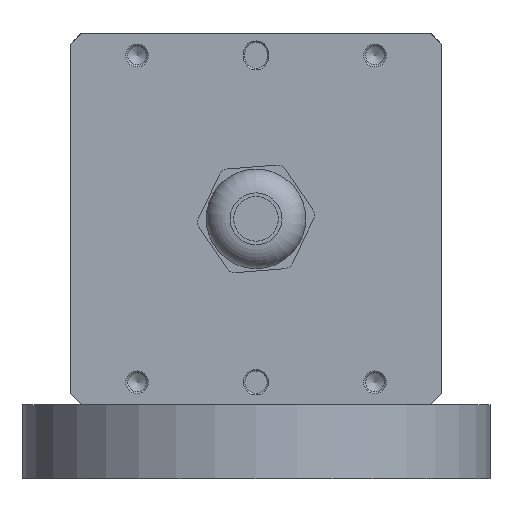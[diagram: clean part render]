
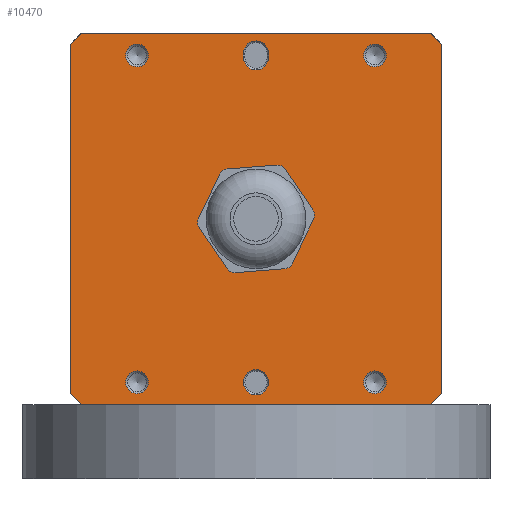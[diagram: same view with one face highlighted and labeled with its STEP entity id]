
A CAD part, front view. The second image highlights one B-rep face of the part: STEP entity #10470.
In plain terms, the highlighted planar face has unit normal (0, -1, 0).
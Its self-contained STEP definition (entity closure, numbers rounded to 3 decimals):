
#454=LINE('',#16139,#1414);
#459=LINE('',#16156,#1419);
#462=LINE('',#16197,#1422);
#463=LINE('',#16200,#1423);
#464=LINE('',#16202,#1424);
#465=LINE('',#16204,#1425);
#466=LINE('',#16205,#1426);
#467=LINE('',#16207,#1427);
#468=LINE('',#16216,#1428);
#469=LINE('',#16221,#1429);
#470=LINE('',#16226,#1430);
#471=LINE('',#16231,#1431);
#472=LINE('',#16235,#1432);
#473=LINE('',#16239,#1433);
#474=LINE('',#16243,#1434);
#475=LINE('',#16247,#1435);
#1414=VECTOR('',#12744,1000.);
#1419=VECTOR('',#12751,1000.);
#1422=VECTOR('',#12756,1000.);
#1423=VECTOR('',#12757,1000.);
#1424=VECTOR('',#12758,1000.);
#1425=VECTOR('',#12759,1000.);
#1426=VECTOR('',#12760,1000.);
#1427=VECTOR('',#12761,1000.);
#1428=VECTOR('',#12770,1000.);
#1429=VECTOR('',#12773,1000.);
#1430=VECTOR('',#12778,1000.);
#1431=VECTOR('',#12781,1000.);
#1432=VECTOR('',#12784,1000.);
#1433=VECTOR('',#12787,1000.);
#1434=VECTOR('',#12790,1000.);
#1435=VECTOR('',#12793,1000.);
#2329=PLANE('',#11264);
#3388=ORIENTED_EDGE('',*,*,#5946,.T.);
#3389=ORIENTED_EDGE('',*,*,#5947,.T.);
#3390=ORIENTED_EDGE('',*,*,#5948,.T.);
#3391=ORIENTED_EDGE('',*,*,#5949,.T.);
#3392=ORIENTED_EDGE('',*,*,#5935,.T.);
#3393=ORIENTED_EDGE('',*,*,#5941,.T.);
#3394=ORIENTED_EDGE('',*,*,#5950,.T.);
#3395=ORIENTED_EDGE('',*,*,#5951,.T.);
#3396=ORIENTED_EDGE('',*,*,#5952,.T.);
#3397=ORIENTED_EDGE('',*,*,#5953,.T.);
#3398=ORIENTED_EDGE('',*,*,#5954,.T.);
#3399=ORIENTED_EDGE('',*,*,#5955,.T.);
#3400=ORIENTED_EDGE('',*,*,#5956,.T.);
#3401=ORIENTED_EDGE('',*,*,#5957,.T.);
#3402=ORIENTED_EDGE('',*,*,#5958,.T.);
#3403=ORIENTED_EDGE('',*,*,#5959,.T.);
#3404=ORIENTED_EDGE('',*,*,#5960,.T.);
#3405=ORIENTED_EDGE('',*,*,#5961,.T.);
#3406=ORIENTED_EDGE('',*,*,#5962,.F.);
#3407=ORIENTED_EDGE('',*,*,#5963,.T.);
#3408=ORIENTED_EDGE('',*,*,#5964,.F.);
#3409=ORIENTED_EDGE('',*,*,#5965,.T.);
#3410=ORIENTED_EDGE('',*,*,#5966,.F.);
#3411=ORIENTED_EDGE('',*,*,#5967,.T.);
#3412=ORIENTED_EDGE('',*,*,#5968,.F.);
#3413=ORIENTED_EDGE('',*,*,#5969,.T.);
#3414=ORIENTED_EDGE('',*,*,#5970,.F.);
#3415=ORIENTED_EDGE('',*,*,#5971,.T.);
#3416=ORIENTED_EDGE('',*,*,#5972,.F.);
#5935=EDGE_CURVE('',#7280,#7281,#454,.T.);
#5941=EDGE_CURVE('',#7281,#7286,#459,.T.);
#5946=EDGE_CURVE('',#7290,#7291,#462,.T.);
#5947=EDGE_CURVE('',#7291,#7292,#463,.T.);
#5948=EDGE_CURVE('',#7292,#7293,#464,.T.);
#5949=EDGE_CURVE('',#7293,#7280,#465,.T.);
#5950=EDGE_CURVE('',#7286,#7294,#466,.T.);
#5951=EDGE_CURVE('',#7294,#7290,#467,.T.);
#5952=EDGE_CURVE('',#7295,#7295,#8083,.T.);
#5953=EDGE_CURVE('',#7296,#7296,#8084,.T.);
#5954=EDGE_CURVE('',#7297,#7297,#8085,.T.);
#5955=EDGE_CURVE('',#7298,#7298,#8086,.T.);
#5956=EDGE_CURVE('',#7299,#7300,#468,.T.);
#5957=EDGE_CURVE('',#7300,#7301,#8087,.T.);
#5958=EDGE_CURVE('',#7301,#7302,#469,.T.);
#5959=EDGE_CURVE('',#7302,#7299,#8088,.T.);
#5960=EDGE_CURVE('',#7303,#7303,#8089,.T.);
#5961=EDGE_CURVE('',#7304,#7305,#470,.T.);
#5962=EDGE_CURVE('',#7306,#7305,#8090,.T.);
#5963=EDGE_CURVE('',#7306,#7307,#471,.T.);
#5964=EDGE_CURVE('',#7308,#7307,#8091,.T.);
#5965=EDGE_CURVE('',#7308,#7309,#472,.T.);
#5966=EDGE_CURVE('',#7310,#7309,#8092,.T.);
#5967=EDGE_CURVE('',#7310,#7311,#473,.T.);
#5968=EDGE_CURVE('',#7312,#7311,#8093,.T.);
#5969=EDGE_CURVE('',#7312,#7313,#474,.T.);
#5970=EDGE_CURVE('',#7314,#7313,#8094,.T.);
#5971=EDGE_CURVE('',#7314,#7315,#475,.T.);
#5972=EDGE_CURVE('',#7304,#7315,#8095,.T.);
#7280=VERTEX_POINT('',#16140);
#7281=VERTEX_POINT('',#16141);
#7286=VERTEX_POINT('',#16155);
#7290=VERTEX_POINT('',#16198);
#7291=VERTEX_POINT('',#16199);
#7292=VERTEX_POINT('',#16201);
#7293=VERTEX_POINT('',#16203);
#7294=VERTEX_POINT('',#16206);
#7295=VERTEX_POINT('',#16209);
#7296=VERTEX_POINT('',#16211);
#7297=VERTEX_POINT('',#16213);
#7298=VERTEX_POINT('',#16215);
#7299=VERTEX_POINT('',#16217);
#7300=VERTEX_POINT('',#16218);
#7301=VERTEX_POINT('',#16220);
#7302=VERTEX_POINT('',#16222);
#7303=VERTEX_POINT('',#16225);
#7304=VERTEX_POINT('',#16227);
#7305=VERTEX_POINT('',#16228);
#7306=VERTEX_POINT('',#16230);
#7307=VERTEX_POINT('',#16232);
#7308=VERTEX_POINT('',#16234);
#7309=VERTEX_POINT('',#16236);
#7310=VERTEX_POINT('',#16238);
#7311=VERTEX_POINT('',#16240);
#7312=VERTEX_POINT('',#16242);
#7313=VERTEX_POINT('',#16244);
#7314=VERTEX_POINT('',#16246);
#7315=VERTEX_POINT('',#16248);
#8083=CIRCLE('',#11265,1.525);
#8084=CIRCLE('',#11266,1.525);
#8085=CIRCLE('',#11267,1.525);
#8086=CIRCLE('',#11268,1.525);
#8087=CIRCLE('',#11269,1.7);
#8088=CIRCLE('',#11270,1.7);
#8089=CIRCLE('',#11271,1.7);
#8090=CIRCLE('',#11272,1.2);
#8091=CIRCLE('',#11273,1.2);
#8092=CIRCLE('',#11274,1.2);
#8093=CIRCLE('',#11275,1.2);
#8094=CIRCLE('',#11276,1.2);
#8095=CIRCLE('',#11277,1.2);
#8545=EDGE_LOOP('',(#3388,#3389,#3390,#3391,#3392,#3393,#3394,#3395));
#8546=EDGE_LOOP('',(#3396));
#8547=EDGE_LOOP('',(#3397));
#8548=EDGE_LOOP('',(#3398));
#8549=EDGE_LOOP('',(#3399));
#8550=EDGE_LOOP('',(#3400,#3401,#3402,#3403));
#8551=EDGE_LOOP('',(#3404));
#8552=EDGE_LOOP('',(#3405,#3406,#3407,#3408,#3409,#3410,#3411,#3412,#3413,
#3414,#3415,#3416));
#9363=FACE_BOUND('',#8545,.T.);
#9364=FACE_BOUND('',#8546,.T.);
#9365=FACE_BOUND('',#8547,.T.);
#9366=FACE_BOUND('',#8548,.T.);
#9367=FACE_BOUND('',#8549,.T.);
#9368=FACE_BOUND('',#8550,.T.);
#9369=FACE_BOUND('',#8551,.T.);
#9370=FACE_BOUND('',#8552,.T.);
#10470=ADVANCED_FACE('',(#9363,#9364,#9365,#9366,#9367,#9368,#9369,#9370),
#2329,.T.);
#11264=AXIS2_PLACEMENT_3D('',#16196,#12754,#12755);
#11265=AXIS2_PLACEMENT_3D('',#16208,#12762,#12763);
#11266=AXIS2_PLACEMENT_3D('',#16210,#12764,#12765);
#11267=AXIS2_PLACEMENT_3D('',#16212,#12766,#12767);
#11268=AXIS2_PLACEMENT_3D('',#16214,#12768,#12769);
#11269=AXIS2_PLACEMENT_3D('',#16219,#12771,#12772);
#11270=AXIS2_PLACEMENT_3D('',#16223,#12774,#12775);
#11271=AXIS2_PLACEMENT_3D('',#16224,#12776,#12777);
#11272=AXIS2_PLACEMENT_3D('',#16229,#12779,#12780);
#11273=AXIS2_PLACEMENT_3D('',#16233,#12782,#12783);
#11274=AXIS2_PLACEMENT_3D('',#16237,#12785,#12786);
#11275=AXIS2_PLACEMENT_3D('',#16241,#12788,#12789);
#11276=AXIS2_PLACEMENT_3D('',#16245,#12791,#12792);
#11277=AXIS2_PLACEMENT_3D('',#16249,#12794,#12795);
#12744=DIRECTION('',(0.,0.,-1.));
#12751=DIRECTION('',(0.707,0.,-0.707));
#12754=DIRECTION('',(0.,-1.,0.));
#12755=DIRECTION('',(0.,0.,-1.));
#12756=DIRECTION('',(0.,0.,1.));
#12757=DIRECTION('',(-0.707,0.,0.707));
#12758=DIRECTION('',(-1.,0.,0.));
#12759=DIRECTION('',(-0.707,0.,-0.707));
#12760=DIRECTION('',(1.,0.,0.));
#12761=DIRECTION('',(0.707,0.,0.707));
#12762=DIRECTION('',(0.,1.,0.));
#12763=DIRECTION('',(0.,0.,-1.));
#12764=DIRECTION('',(0.,1.,0.));
#12765=DIRECTION('',(0.,0.,-1.));
#12766=DIRECTION('',(0.,1.,0.));
#12767=DIRECTION('',(0.,0.,-1.));
#12768=DIRECTION('',(0.,1.,0.));
#12769=DIRECTION('',(0.,0.,-1.));
#12770=DIRECTION('',(0.,0.,1.));
#12771=DIRECTION('',(0.,1.,0.));
#12772=DIRECTION('',(0.,0.,-1.));
#12773=DIRECTION('',(0.,0.,-1.));
#12774=DIRECTION('',(0.,1.,0.));
#12775=DIRECTION('',(0.,0.,-1.));
#12776=DIRECTION('',(0.,1.,0.));
#12777=DIRECTION('',(0.,0.,-1.));
#12778=DIRECTION('',(-0.997,0.,-0.078));
#12779=DIRECTION('',(0.,-1.,0.));
#12780=DIRECTION('',(0.,0.,1.));
#12781=DIRECTION('',(-0.566,0.,0.824));
#12782=DIRECTION('',(0.,-1.,0.));
#12783=DIRECTION('',(0.,0.,1.));
#12784=DIRECTION('',(0.431,0.,0.903));
#12785=DIRECTION('',(0.,-1.,0.));
#12786=DIRECTION('',(0.,0.,1.));
#12787=DIRECTION('',(0.997,0.,0.078));
#12788=DIRECTION('',(0.,-1.,0.));
#12789=DIRECTION('',(0.,0.,1.));
#12790=DIRECTION('',(0.566,0.,-0.824));
#12791=DIRECTION('',(0.,-1.,0.));
#12792=DIRECTION('',(0.,0.,1.));
#12793=DIRECTION('',(-0.431,0.,-0.903));
#12794=DIRECTION('',(0.,-1.,0.));
#12795=DIRECTION('',(0.,0.,1.));
#16139=CARTESIAN_POINT('',(-25.,-81.3,25.));
#16140=CARTESIAN_POINT('',(-25.,-81.3,23.5));
#16141=CARTESIAN_POINT('',(-25.,-81.3,-23.5));
#16155=CARTESIAN_POINT('',(-23.5,-81.3,-25.));
#16156=CARTESIAN_POINT('',(-25.,-81.3,-23.5));
#16196=CARTESIAN_POINT('',(0.,-81.3,0.));
#16197=CARTESIAN_POINT('',(25.,-81.3,0.));
#16198=CARTESIAN_POINT('',(25.,-81.3,-23.5));
#16199=CARTESIAN_POINT('',(25.,-81.3,23.5));
#16200=CARTESIAN_POINT('',(25.,-81.3,23.5));
#16201=CARTESIAN_POINT('',(23.5,-81.3,25.));
#16202=CARTESIAN_POINT('',(0.,-81.3,25.));
#16203=CARTESIAN_POINT('',(-23.5,-81.3,25.));
#16204=CARTESIAN_POINT('',(-23.5,-81.3,25.));
#16205=CARTESIAN_POINT('',(0.,-81.3,-25.));
#16206=CARTESIAN_POINT('',(23.5,-81.3,-25.));
#16207=CARTESIAN_POINT('',(23.5,-81.3,-25.));
#16208=CARTESIAN_POINT('',(-16.,-81.3,-22.));
#16209=CARTESIAN_POINT('',(-16.,-81.3,-23.525));
#16210=CARTESIAN_POINT('',(16.,-81.3,-22.));
#16211=CARTESIAN_POINT('',(16.,-81.3,-23.525));
#16212=CARTESIAN_POINT('',(-16.,-81.3,22.));
#16213=CARTESIAN_POINT('',(-16.,-81.3,20.475));
#16214=CARTESIAN_POINT('',(16.,-81.3,22.));
#16215=CARTESIAN_POINT('',(16.,-81.3,20.475));
#16216=CARTESIAN_POINT('',(-1.7,-81.3,0.));
#16217=CARTESIAN_POINT('',(-1.7,-81.3,-22.25));
#16218=CARTESIAN_POINT('',(-1.7,-81.3,-21.75));
#16219=CARTESIAN_POINT('',(0.,-81.3,-21.75));
#16220=CARTESIAN_POINT('',(1.7,-81.3,-21.75));
#16221=CARTESIAN_POINT('',(1.7,-81.3,0.));
#16222=CARTESIAN_POINT('',(1.7,-81.3,-22.25));
#16223=CARTESIAN_POINT('',(0.,-81.3,-22.25));
#16224=CARTESIAN_POINT('',(0.,-81.3,22.));
#16225=CARTESIAN_POINT('',(0.,-81.3,20.3));
#16226=CARTESIAN_POINT('',(3.888,-81.3,-6.716));
#16227=CARTESIAN_POINT('',(3.888,-81.3,-6.716));
#16228=CARTESIAN_POINT('',(-2.789,-81.3,-7.241));
#16229=CARTESIAN_POINT('',(-2.883,-81.3,-6.045));
#16230=CARTESIAN_POINT('',(-3.872,-81.3,-6.725));
#16231=CARTESIAN_POINT('',(-3.872,-81.3,-6.725));
#16232=CARTESIAN_POINT('',(-7.666,-81.3,-1.205));
#16233=CARTESIAN_POINT('',(-6.677,-81.3,-0.525));
#16234=CARTESIAN_POINT('',(-7.76,-81.3,-0.009));
#16235=CARTESIAN_POINT('',(-7.76,-81.3,-0.009));
#16236=CARTESIAN_POINT('',(-4.876,-81.3,6.036));
#16237=CARTESIAN_POINT('',(-3.793,-81.3,5.519));
#16238=CARTESIAN_POINT('',(-3.888,-81.3,6.716));
#16239=CARTESIAN_POINT('',(-3.888,-81.3,6.716));
#16240=CARTESIAN_POINT('',(2.789,-81.3,7.241));
#16241=CARTESIAN_POINT('',(2.883,-81.3,6.045));
#16242=CARTESIAN_POINT('',(3.872,-81.3,6.725));
#16243=CARTESIAN_POINT('',(3.872,-81.3,6.725));
#16244=CARTESIAN_POINT('',(7.666,-81.3,1.205));
#16245=CARTESIAN_POINT('',(6.677,-81.3,0.525));
#16246=CARTESIAN_POINT('',(7.76,-81.3,0.009));
#16247=CARTESIAN_POINT('',(7.76,-81.3,0.009));
#16248=CARTESIAN_POINT('',(4.876,-81.3,-6.036));
#16249=CARTESIAN_POINT('',(3.793,-81.3,-5.519));
